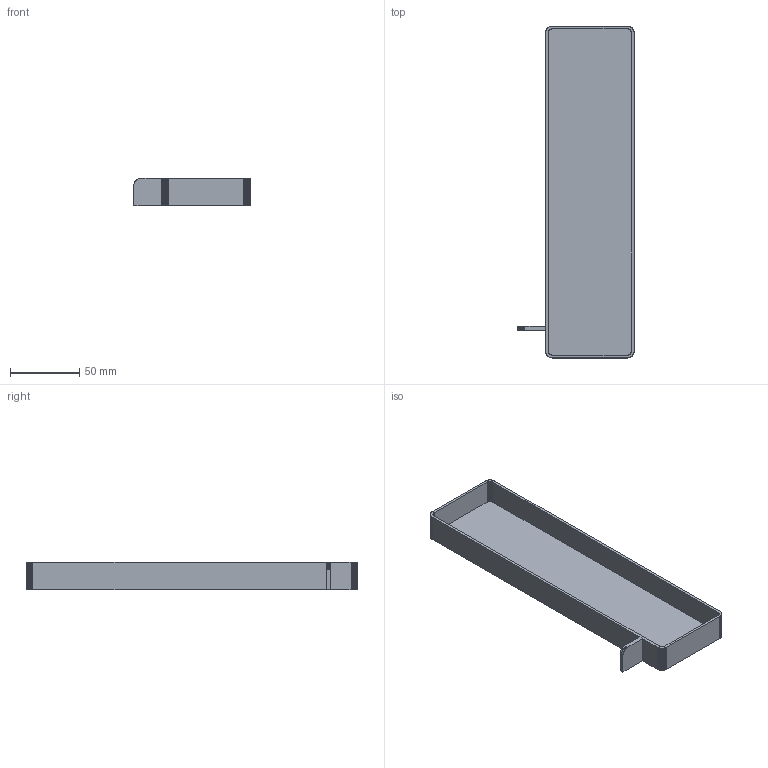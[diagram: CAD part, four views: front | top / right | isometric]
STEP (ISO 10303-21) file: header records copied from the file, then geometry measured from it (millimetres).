
FILE_DESCRIPTION(('FreeCAD Model'),'2;1');
FILE_NAME('Open CASCADE Shape Model','2024-01-18T20:49:47',('Author'),( ''),'Open CASCADE STEP processor 7.5','FreeCAD','Unknown');
FILE_SCHEMA(('AUTOMOTIVE_DESIGN { 1 0 10303 214 1 1 1 1 }'));
Length unit declared in the file: millimetre
Products named in the file (1): union008
Bounding box: 84 x 240 x 19.6 mm (x, y, z)
Volume: 52712.9 mm3; surface area: 53640.5 mm2
Topology: 1 solids, 2 shells, 298 faces, 879 edges, 585 vertices
Faces by surface type: plane 298
Entity records: 9746 total; most frequent: CARTESIAN_POINT 1764, ORIENTED_EDGE 1760, DIRECTION 1478, EDGE_CURVE 880, LINE 880, VECTOR 880, VERTEX_POINT 585, AXIS2_PLACEMENT_3D 299
